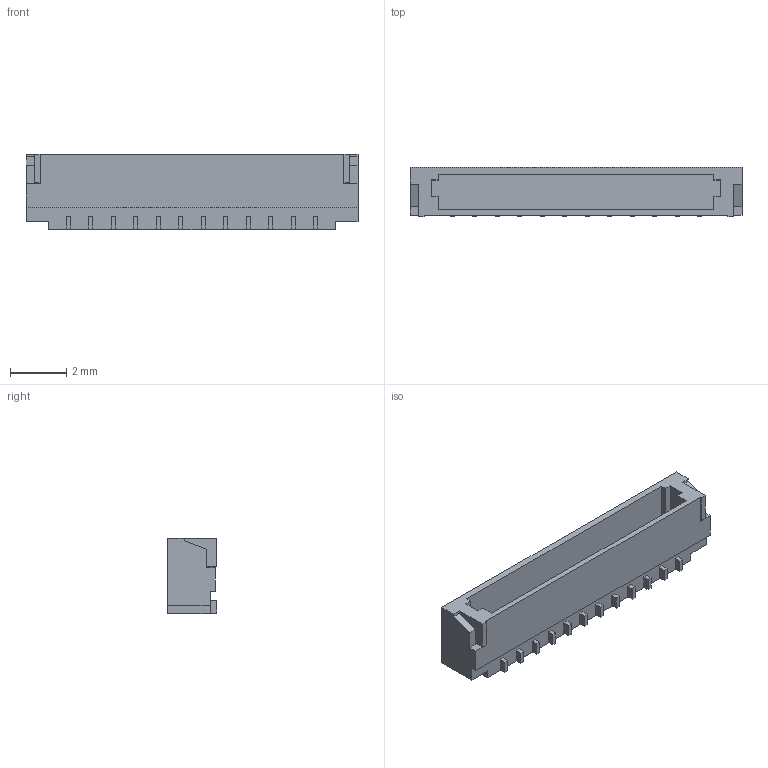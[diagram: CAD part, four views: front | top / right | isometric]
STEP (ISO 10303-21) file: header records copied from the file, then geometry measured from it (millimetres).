
FILE_DESCRIPTION (( 'STEP AP214' ), '1' );
FILE_NAME ('SM12B-SURS-TF.STEP', '2021-04-20T08:17:30', ( '' ), ( '' ), 'SwSTEP 2.0', 'SolidWorks 2020', '' );
FILE_SCHEMA (( 'AUTOMOTIVE_DESIGN' ));
Length unit declared in the file: millimetre
Products named in the file (1): SM12B-SURS-TF
Bounding box: 11.8 x 1.75 x 2.7 mm (x, y, z)
Volume: 30.3 mm3; surface area: 154.6 mm2
Topology: 1 solids, 1 shells, 103 faces, 262 edges, 174 vertices
Faces by surface type: plane 103
Entity records: 3987 total; most frequent: CARTESIAN_POINT 540, ORIENTED_EDGE 524, DIRECTION 470, VECTOR 262, LINE 262, EDGE_CURVE 262, VERTEX_POINT 174, EDGE_LOOP 116
